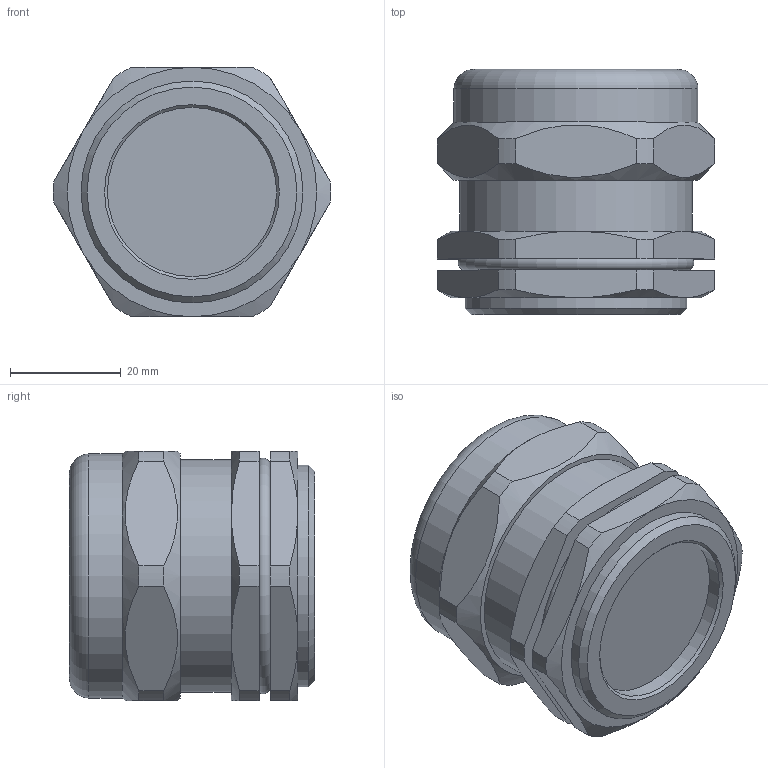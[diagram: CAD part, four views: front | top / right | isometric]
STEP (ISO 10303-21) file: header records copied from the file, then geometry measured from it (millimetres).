
FILE_DESCRIPTION(/* description */ (''),/* implementation_level */ '2;1');
FILE_NAME(/* name */ 'ГОФРОМАТИК ВК-НР-M40-30-L10.stp',/* time_stamp */ '2023-05-02T09:25:47+07:00',/* author */ ('zeta-09'),/* organization */ (''),/* preprocessor_version */ 'ST-DEVELOPER v18.1',/* originating_system */ 'Autodesk Inventor 2021',/* authorisation */ '');
FILE_SCHEMA (('AUTOMOTIVE_DESIGN { 1 0 10303 214 3 1 1 }'));
Length unit declared in the file: millimetre
Products named in the file (1): Деталь1
Bounding box: 49.99 x 44.18 x 45 mm (x, y, z)
Volume: 65811.2 mm3; surface area: 11328.6 mm2
Topology: 1 solids, 1 shells, 72 faces, 173 edges, 110 vertices
Faces by surface type: plane 28, cylinder 23, cone 17, torus 4
Full cylindrical faces by diameter (mm): 30.5 x1, 37.8 x1, 40 x1, 42 x1, 44 x1
Entity records: 2212 total; most frequent: CARTESIAN_POINT 428, DIRECTION 362, ORIENTED_EDGE 346, EDGE_CURVE 173, AXIS2_PLACEMENT_3D 152, VERTEX_POINT 110, EDGE_LOOP 80, CIRCLE 79
